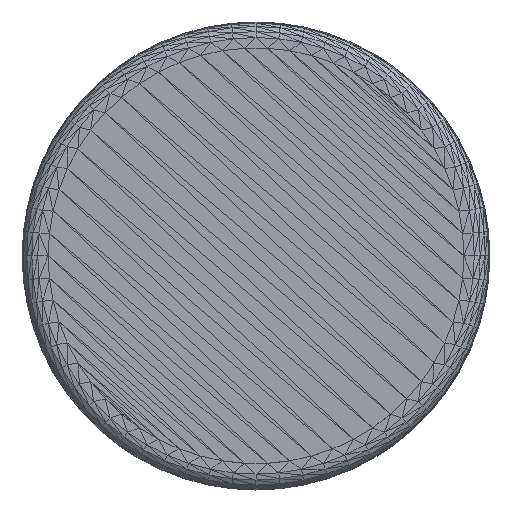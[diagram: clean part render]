
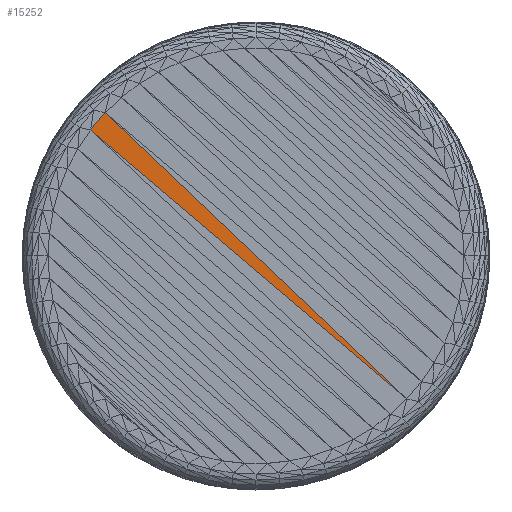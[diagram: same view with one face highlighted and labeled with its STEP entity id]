
A CAD part, top view. The second image highlights one B-rep face of the part: STEP entity #15252.
In plain terms, the highlighted planar face has unit normal (0, 0, 1).
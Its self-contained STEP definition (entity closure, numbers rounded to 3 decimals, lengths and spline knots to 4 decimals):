
#6433=DIRECTION('',(0.726,-0.688,0.0));
#6434=VECTOR('',#6433,1000.0);
#7936=DIRECTION('',(0.647,0.762,0.0));
#7937=VECTOR('',#7936,1000.0);
#12713=CARTESIAN_POINT('',(-1.5922,1.2104,2.35));
#12714=VERTEX_POINT('',#12713);
#12715=CARTESIAN_POINT('',(-1.452,1.3754,2.35));
#12716=VERTEX_POINT('',#12715);
#12741=CARTESIAN_POINT('',(1.452,-1.3754,2.35));
#12742=VERTEX_POINT('',#12741);
#13263=LINE('',#12713,#7937);
#13264=EDGE_CURVE('',#12714,#12716,#13263,.T.);
#13272=DIRECTION('',(-0.762,0.647,0.0));
#13963=DIRECTION('',(0.762,-0.647,0.0));
#14735=VECTOR('',#13272,1000.0);
#14942=LINE('',#12715,#6434);
#14943=EDGE_CURVE('',#12716,#12742,#14942,.T.);
#15233=LINE('',#12741,#14735);
#15234=EDGE_CURVE('',#12742,#12714,#15233,.T.);
#15244=ORIENTED_EDGE('',*,*,#15234,.F.);
#15245=ORIENTED_EDGE('',*,*,#14943,.F.);
#15246=ORIENTED_EDGE('',*,*,#13264,.F.);
#15247=DIRECTION('',(-0.0,-0.0,1.0));
#15248=AXIS2_PLACEMENT_3D('',#12713,#15247,#13963);
#15249=PLANE('',#15248);
#15250=EDGE_LOOP('',(#15244,#15245,#15246));
#15251=FACE_BOUND('',#15250,.T.);
#15252=ADVANCED_FACE('',(#15251),#15249,.T.);
